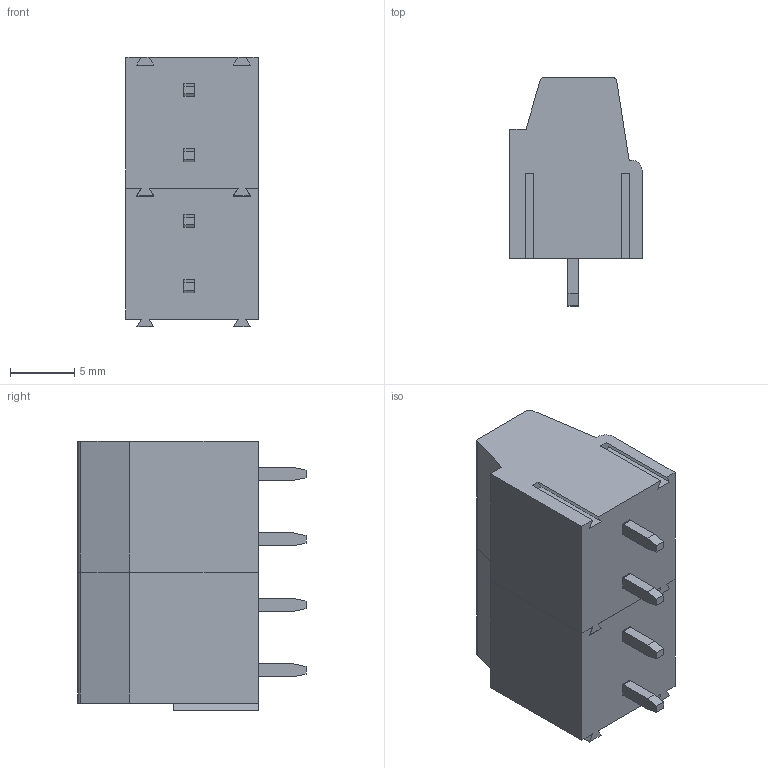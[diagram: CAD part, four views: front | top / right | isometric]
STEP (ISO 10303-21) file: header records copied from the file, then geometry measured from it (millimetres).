
FILE_DESCRIPTION (( 'STEP AP214' ), '1' );
FILE_NAME ('CUI_DEVICES_TB007-508-04BE.step', '2019-10-21T21:18:59', ( '' ), ( '' ), 'SwSTEP 2.0', 'SolidWorks 2019', '' );
FILE_SCHEMA (( 'AUTOMOTIVE_DESIGN' ));
Length unit declared in the file: millimetre
Products named in the file (2): CUI_DEVICES_TB007-508-04BE; TB007-508-02P_Blue - S
Assembly tree (2 placements, depth 2):
  CUI_DEVICES_TB007-508-04BE
    TB007-508-02P_Blue - S  x2
Bounding box: 10.25 x 17.7 x 20.92 mm (x, y, z)
Volume: 2450.9 mm3; surface area: 1870.8 mm2
Topology: 2 solids, 2 shells, 182 faces, 470 edges, 308 vertices
Faces by surface type: plane 124, bspline 28, cylinder 22, cone 8
Entity records: 3548 total; most frequent: CARTESIAN_POINT 875, ORIENTED_EDGE 470, DIRECTION 423, EDGE_CURVE 235, LINE 155, VECTOR 155, VERTEX_POINT 154, AXIS2_PLACEMENT_3D 134
